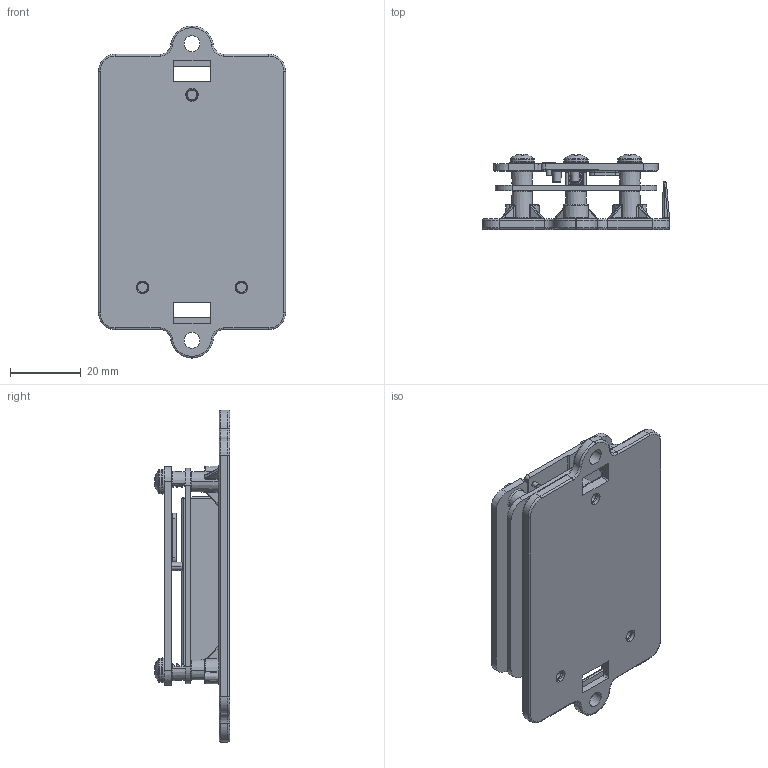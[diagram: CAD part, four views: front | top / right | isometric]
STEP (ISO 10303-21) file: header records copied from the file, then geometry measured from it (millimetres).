
FILE_DESCRIPTION((''),'2;1');
FILE_NAME('188763_SM01_ASM','2022-07-07T08:27:06',('PDMAdmin'),('BANNER ENGINEERING'),'CREO PARAMETRIC BY PTC INC, 2019292','CREO PARAMETRIC BY PTC INC, 2019292','');
FILE_SCHEMA(('CONFIG_CONTROL_DESIGN'));
Length unit declared in the file: millimetre
Products named in the file (2): 188763_EP01; 188763_SM01_ASM
Assembly tree (1 placements, depth 2):
  188763_SM01_ASM
    188763_EP01
Bounding box: 53 x 21.33 x 94 mm (x, y, z)
Volume: 22966.2 mm3; surface area: 22636.1 mm2
Topology: 1 solids, 1 shells, 896 faces, 2347 edges, 1452 vertices
Faces by surface type: cylinder 306, plane 201, cone 155, torus 113, bspline 100, sphere 21
Entity records: 35456 total; most frequent: CARTESIAN_POINT 14292, ORIENTED_EDGE 4694, DIRECTION 4161, EDGE_CURVE 2347, AXIS2_PLACEMENT_3D 1655, VERTEX_POINT 1452, EDGE_LOOP 951, FACE_OUTER_BOUND 896
